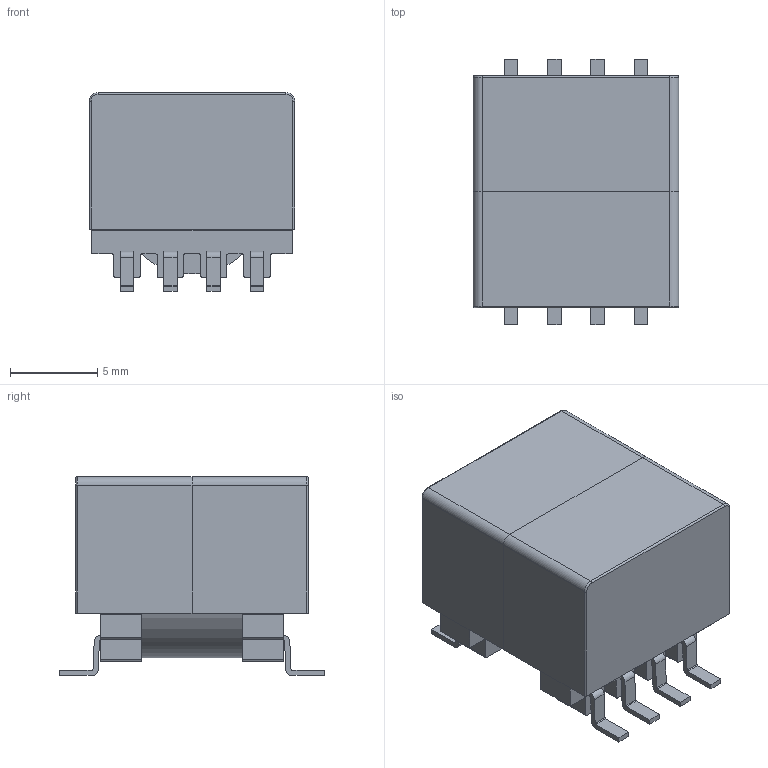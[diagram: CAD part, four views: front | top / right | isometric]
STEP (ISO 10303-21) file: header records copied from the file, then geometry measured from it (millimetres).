
FILE_DESCRIPTION( ( 'Unknown' ), '1' );
FILE_NAME( '750311342.stp', 'Unknown', ( 'Unknown' ), ( 'Unknown' ), 'PSStep 16.0.42', 'Unknown', ' ' );
FILE_SCHEMA( ( 'AUTOMOTIVE_DESIGN { 1 0 10303 214 1 1 1 1 }' ) );
Length unit declared in the file: millimetre
Products named in the file (3): Assem1; Gehäuse; Kern
Assembly tree (3 placements, depth 2):
  Assem1
    Gehäuse
    Kern  x2
Bounding box: 11.8 x 15.24 x 11.43 mm (x, y, z)
Volume: 1223.6 mm3; surface area: 1748.6 mm2
Topology: 3 solids, 3 shells, 226 faces, 614 edges, 400 vertices
Faces by surface type: plane 136, cylinder 86, torus 4
Full cylindrical faces by diameter (mm): 3.45 x2, 3.6 x1, 8.6 x1
Entity records: 8200 total; most frequent: CARTESIAN_POINT 1155, DIRECTION 1142, ORIENTED_EDGE 1116, EDGE_CURVE 558, LINE 388, VECTOR 388, AXIS2_PLACEMENT_3D 377, VERTEX_POINT 366
